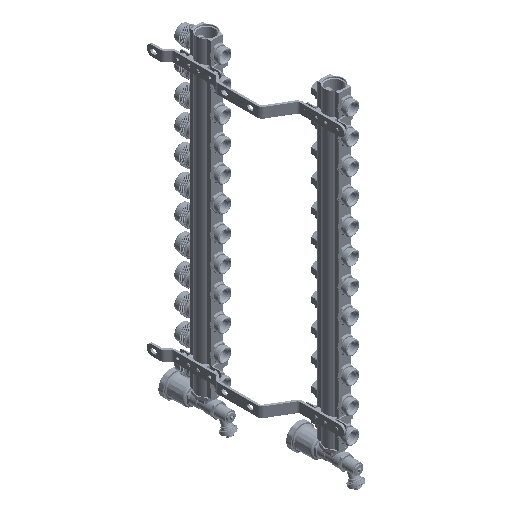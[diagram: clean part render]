
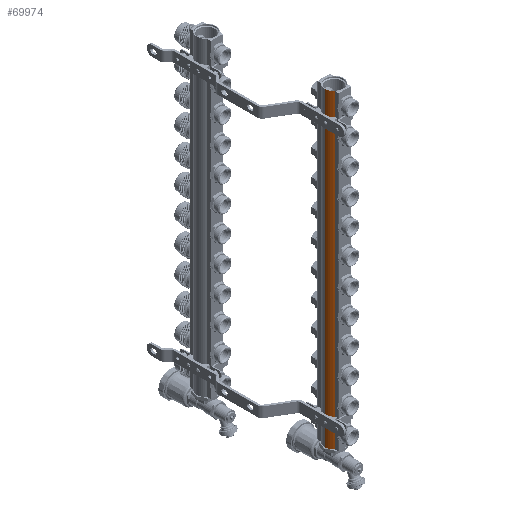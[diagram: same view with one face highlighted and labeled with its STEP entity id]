
A CAD part, isometric view. The second image highlights one B-rep face of the part: STEP entity #69974.
In plain terms, the highlighted cylindrical face has radius 18.2 mm (diameter 36.4 mm), a partial arc.
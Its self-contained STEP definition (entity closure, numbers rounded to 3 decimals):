
#1202 = CIRCLE ( 'NONE', #16820, 18.2 ) ;
#3212 = CARTESIAN_POINT ( 'NONE',  ( 0., 0., 600. ) ) ;
#10268 = EDGE_CURVE ( 'NONE', #19908, #43417, #1202, .T. ) ;
#10866 = ORIENTED_EDGE ( 'NONE', *, *, #35206, .F. ) ;
#12021 = ORIENTED_EDGE ( 'NONE', *, *, #63898, .T. ) ;
#12144 = EDGE_LOOP ( 'NONE', ( #24679, #24629, #12021, #10866 ) ) ;
#14069 = FACE_OUTER_BOUND ( 'NONE', #12144, .T. ) ;
#16820 = AXIS2_PLACEMENT_3D ( 'NONE', #57706, #19834, #25150 ) ;
#18578 = VERTEX_POINT ( 'NONE', #23893 ) ;
#19834 = DIRECTION ( 'NONE',  ( 0., 0., 1. ) ) ;
#19908 = VERTEX_POINT ( 'NONE', #65194 ) ;
#21919 = AXIS2_PLACEMENT_3D ( 'NONE', #3212, #25546, #25069 ) ;
#22333 = VECTOR ( 'NONE', #32796, 1000. ) ;
#23893 = CARTESIAN_POINT ( 'NONE',  ( -18.2, 0., 0. ) ) ;
#24629 = ORIENTED_EDGE ( 'NONE', *, *, #61739, .T. ) ;
#24679 = ORIENTED_EDGE ( 'NONE', *, *, #10268, .F. ) ;
#25069 = DIRECTION ( 'NONE',  ( -1., 0., 0. ) ) ;
#25150 = DIRECTION ( 'NONE',  ( 1., 0., 0. ) ) ;
#25546 = DIRECTION ( 'NONE',  ( 0., 0., -1. ) ) ;
#27093 = VECTOR ( 'NONE', #30159, 1000. ) ;
#28900 = CARTESIAN_POINT ( 'NONE',  ( 0., 0., 0. ) ) ;
#29132 = DIRECTION ( 'NONE',  ( 0., 0., 1. ) ) ;
#29993 = CARTESIAN_POINT ( 'NONE',  ( -12., -13.684, 600. ) ) ;
#30159 = DIRECTION ( 'NONE',  ( 0., 0., -1. ) ) ;
#32096 = CARTESIAN_POINT ( 'NONE',  ( -12., -13.684, 600. ) ) ;
#32796 = DIRECTION ( 'NONE',  ( 0., 0., -1. ) ) ;
#33215 = CARTESIAN_POINT ( 'NONE',  ( -12., -13.684, 0. ) ) ;
#34598 = DIRECTION ( 'NONE',  ( 1., 0., 0. ) ) ;
#35206 = EDGE_CURVE ( 'NONE', #43417, #56262, #69556, .T. ) ;
#38025 = CIRCLE ( 'NONE', #48253, 18.2 ) ;
#43417 = VERTEX_POINT ( 'NONE', #29993 ) ;
#48253 = AXIS2_PLACEMENT_3D ( 'NONE', #28900, #29132, #34598 ) ;
#52612 = CYLINDRICAL_SURFACE ( 'NONE', #21919, 18.2 ) ;
#56229 = LINE ( 'NONE', #63387, #27093 ) ;
#56262 = VERTEX_POINT ( 'NONE', #33215 ) ;
#57706 = CARTESIAN_POINT ( 'NONE',  ( 0., 0., 600. ) ) ;
#61739 = EDGE_CURVE ( 'NONE', #19908, #18578, #56229, .T. ) ;
#63387 = CARTESIAN_POINT ( 'NONE',  ( -18.2, 0., 600. ) ) ;
#63898 = EDGE_CURVE ( 'NONE', #18578, #56262, #38025, .T. ) ;
#65194 = CARTESIAN_POINT ( 'NONE',  ( -18.2, 0., 600. ) ) ;
#69556 = LINE ( 'NONE', #32096, #22333 ) ;
#69974 = ADVANCED_FACE ( 'NONE', ( #14069 ), #52612, .T. ) ;
